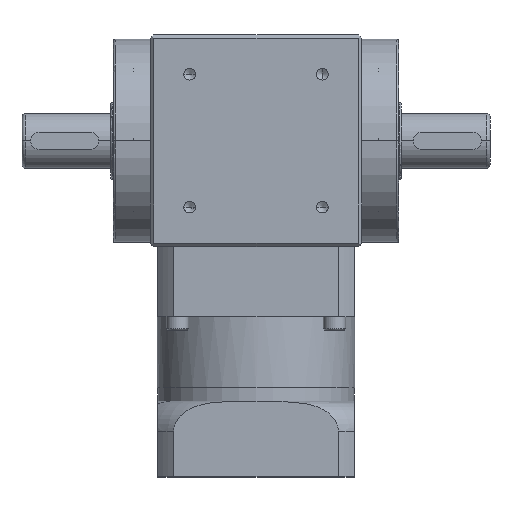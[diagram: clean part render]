
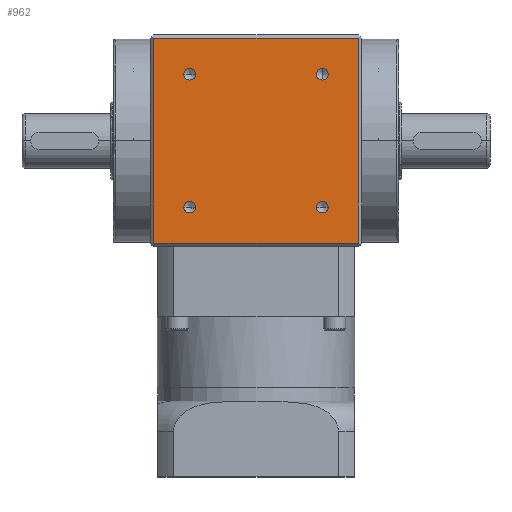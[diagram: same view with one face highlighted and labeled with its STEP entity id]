
A CAD part, top view. The second image highlights one B-rep face of the part: STEP entity #962.
In plain terms, the highlighted planar face has unit normal (0, 0, 1).
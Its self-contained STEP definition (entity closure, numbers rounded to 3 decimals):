
#732 = CIRCLE ( 'NONE', #8037, 3.4 ) ;
#782 = ORIENTED_EDGE ( 'NONE', *, *, #21288, .F. ) ;
#962 = ADVANCED_FACE ( 'NONE', ( #2092, #7320, #2791, #1400, #24352 ), #1908, .F. ) ;
#1117 = CARTESIAN_POINT ( 'NONE',  ( -38.891, 235.191, 62. ) ) ;
#1321 = DIRECTION ( 'NONE',  ( 0., 0., 1. ) ) ;
#1400 = FACE_BOUND ( 'NONE', #16030, .T. ) ;
#1498 = ORIENTED_EDGE ( 'NONE', *, *, #15118, .F. ) ;
#1640 = CARTESIAN_POINT ( 'NONE',  ( 38.891, 160.809, 62. ) ) ;
#1784 = DIRECTION ( 'NONE',  ( 0., 0., 1. ) ) ;
#1790 = CIRCLE ( 'NONE', #11657, 3.4 ) ;
#1908 = PLANE ( 'NONE',  #22865 ) ;
#2087 = CIRCLE ( 'NONE', #6385, 3.4 ) ;
#2092 = FACE_BOUND ( 'NONE', #28479, .T. ) ;
#2151 = DIRECTION ( 'NONE',  ( 0., -1., 0. ) ) ;
#2343 = VERTEX_POINT ( 'NONE', #15274 ) ;
#2791 = FACE_BOUND ( 'NONE', #5584, .T. ) ;
#2872 = VECTOR ( 'NONE', #19691, 1000. ) ;
#3256 = EDGE_CURVE ( 'NONE', #4626, #27016, #28355, .T. ) ;
#3359 = EDGE_CURVE ( 'NONE', #21582, #5195, #10971, .T. ) ;
#3373 = DIRECTION ( 'NONE',  ( 0., -1., 0. ) ) ;
#3536 = ORIENTED_EDGE ( 'NONE', *, *, #21811, .F. ) ;
#3574 = CIRCLE ( 'NONE', #22685, 3.4 ) ;
#3575 = EDGE_CURVE ( 'NONE', #20902, #4355, #18603, .T. ) ;
#3987 = CARTESIAN_POINT ( 'NONE',  ( 38.891, 157.409, 62. ) ) ;
#4101 = DIRECTION ( 'NONE',  ( 0., -1., 0. ) ) ;
#4355 = VERTEX_POINT ( 'NONE', #1640 ) ;
#4607 = AXIS2_PLACEMENT_3D ( 'NONE', #1117, #16721, #3373 ) ;
#4626 = VERTEX_POINT ( 'NONE', #11286 ) ;
#5174 = CARTESIAN_POINT ( 'NONE',  ( 59.887, 256.3, 62. ) ) ;
#5195 = VERTEX_POINT ( 'NONE', #6349 ) ;
#5261 = EDGE_CURVE ( 'NONE', #10230, #8277, #732, .T. ) ;
#5584 = EDGE_LOOP ( 'NONE', ( #19329, #1498 ) ) ;
#5877 = EDGE_CURVE ( 'NONE', #2343, #17301, #2087, .T. ) ;
#6227 = DIRECTION ( 'NONE',  ( 0., -1., 0. ) ) ;
#6349 = CARTESIAN_POINT ( 'NONE',  ( -38.891, 160.809, 62. ) ) ;
#6366 = CARTESIAN_POINT ( 'NONE',  ( -75., 136.3, 62. ) ) ;
#6385 = AXIS2_PLACEMENT_3D ( 'NONE', #15147, #1784, #17373 ) ;
#6782 = CARTESIAN_POINT ( 'NONE',  ( -38.891, 154.009, 62. ) ) ;
#7320 = FACE_BOUND ( 'NONE', #11833, .T. ) ;
#7922 = ORIENTED_EDGE ( 'NONE', *, *, #3256, .F. ) ;
#7991 = AXIS2_PLACEMENT_3D ( 'NONE', #18193, #18100, #18012 ) ;
#8037 = AXIS2_PLACEMENT_3D ( 'NONE', #28780, #15540, #2151 ) ;
#8161 = CARTESIAN_POINT ( 'NONE',  ( -38.891, 157.409, 62. ) ) ;
#8277 = VERTEX_POINT ( 'NONE', #23840 ) ;
#8302 = DIRECTION ( 'NONE',  ( 0., 1., 0. ) ) ;
#9115 = LINE ( 'NONE', #23806, #20247 ) ;
#9481 = LINE ( 'NONE', #6366, #2872 ) ;
#9887 = VERTEX_POINT ( 'NONE', #10445 ) ;
#10230 = VERTEX_POINT ( 'NONE', #27785 ) ;
#10396 = DIRECTION ( 'NONE',  ( 0., -1., 0. ) ) ;
#10445 = CARTESIAN_POINT ( 'NONE',  ( 59.887, 136.3, 62. ) ) ;
#10501 = DIRECTION ( 'NONE',  ( 1., 0., 0. ) ) ;
#10659 = EDGE_CURVE ( 'NONE', #8277, #10230, #1790, .T. ) ;
#10971 = CIRCLE ( 'NONE', #13265, 3.4 ) ;
#11286 = CARTESIAN_POINT ( 'NONE',  ( -59.887, 136.3, 62. ) ) ;
#11518 = CARTESIAN_POINT ( 'NONE',  ( -59.887, 0., 62. ) ) ;
#11657 = AXIS2_PLACEMENT_3D ( 'NONE', #14678, #1321, #16924 ) ;
#11729 = CIRCLE ( 'NONE', #14404, 3.4 ) ;
#11833 = EDGE_LOOP ( 'NONE', ( #17786, #18706 ) ) ;
#12342 = EDGE_CURVE ( 'NONE', #14221, #9887, #27731, .T. ) ;
#12387 = ORIENTED_EDGE ( 'NONE', *, *, #5877, .F. ) ;
#13265 = AXIS2_PLACEMENT_3D ( 'NONE', #27212, #27107, #27006 ) ;
#13565 = ORIENTED_EDGE ( 'NONE', *, *, #12342, .F. ) ;
#13908 = CARTESIAN_POINT ( 'NONE',  ( -75., 258.3, 62. ) ) ;
#14221 = VERTEX_POINT ( 'NONE', #5174 ) ;
#14239 = EDGE_LOOP ( 'NONE', ( #13565, #21503, #7922, #27430 ) ) ;
#14404 = AXIS2_PLACEMENT_3D ( 'NONE', #3987, #19555, #6227 ) ;
#14678 = CARTESIAN_POINT ( 'NONE',  ( 38.891, 235.191, 62. ) ) ;
#15118 = EDGE_CURVE ( 'NONE', #4355, #20902, #11729, .T. ) ;
#15145 = CARTESIAN_POINT ( 'NONE',  ( 59.887, 0., 62. ) ) ;
#15147 = CARTESIAN_POINT ( 'NONE',  ( -38.891, 235.191, 62. ) ) ;
#15274 = CARTESIAN_POINT ( 'NONE',  ( -38.891, 231.791, 62. ) ) ;
#15300 = CARTESIAN_POINT ( 'NONE',  ( -59.887, 256.3, 62. ) ) ;
#15510 = ORIENTED_EDGE ( 'NONE', *, *, #3359, .F. ) ;
#15540 = DIRECTION ( 'NONE',  ( 0., 0., 1. ) ) ;
#16030 = EDGE_LOOP ( 'NONE', ( #15510, #782 ) ) ;
#16721 = DIRECTION ( 'NONE',  ( 0., 0., 1. ) ) ;
#16924 = DIRECTION ( 'NONE',  ( 0., -1., 0. ) ) ;
#17301 = VERTEX_POINT ( 'NONE', #21861 ) ;
#17373 = DIRECTION ( 'NONE',  ( 0., -1., 0. ) ) ;
#17786 = ORIENTED_EDGE ( 'NONE', *, *, #5261, .F. ) ;
#18012 = DIRECTION ( 'NONE',  ( 0., -1., 0. ) ) ;
#18100 = DIRECTION ( 'NONE',  ( 0., 0., 1. ) ) ;
#18193 = CARTESIAN_POINT ( 'NONE',  ( 38.891, 157.409, 62. ) ) ;
#18295 = CARTESIAN_POINT ( 'NONE',  ( 38.891, 154.009, 62. ) ) ;
#18603 = CIRCLE ( 'NONE', #7991, 3.4 ) ;
#18620 = DIRECTION ( 'NONE',  ( 0., 1., 0. ) ) ;
#18706 = ORIENTED_EDGE ( 'NONE', *, *, #10659, .F. ) ;
#18767 = EDGE_CURVE ( 'NONE', #9887, #4626, #9481, .T. ) ;
#19329 = ORIENTED_EDGE ( 'NONE', *, *, #3575, .F. ) ;
#19555 = DIRECTION ( 'NONE',  ( 0., 0., 1. ) ) ;
#19691 = DIRECTION ( 'NONE',  ( -1., 0., 0. ) ) ;
#20247 = VECTOR ( 'NONE', #10501, 1000. ) ;
#20902 = VERTEX_POINT ( 'NONE', #18295 ) ;
#21288 = EDGE_CURVE ( 'NONE', #5195, #21582, #3574, .T. ) ;
#21503 = ORIENTED_EDGE ( 'NONE', *, *, #25935, .F. ) ;
#21582 = VERTEX_POINT ( 'NONE', #6782 ) ;
#21811 = EDGE_CURVE ( 'NONE', #17301, #2343, #26111, .T. ) ;
#21850 = VECTOR ( 'NONE', #4101, 1000. ) ;
#21861 = CARTESIAN_POINT ( 'NONE',  ( -38.891, 238.591, 62. ) ) ;
#22465 = VECTOR ( 'NONE', #8302, 1000. ) ;
#22685 = AXIS2_PLACEMENT_3D ( 'NONE', #8161, #23690, #10396 ) ;
#22865 = AXIS2_PLACEMENT_3D ( 'NONE', #13908, #25403, #18620 ) ;
#23690 = DIRECTION ( 'NONE',  ( 0., 0., 1. ) ) ;
#23806 = CARTESIAN_POINT ( 'NONE',  ( -75., 256.3, 62. ) ) ;
#23840 = CARTESIAN_POINT ( 'NONE',  ( 38.891, 238.591, 62. ) ) ;
#24352 = FACE_OUTER_BOUND ( 'NONE', #14239, .T. ) ;
#25403 = DIRECTION ( 'NONE',  ( 0., 0., -1. ) ) ;
#25935 = EDGE_CURVE ( 'NONE', #27016, #14221, #9115, .T. ) ;
#26111 = CIRCLE ( 'NONE', #4607, 3.4 ) ;
#27006 = DIRECTION ( 'NONE',  ( 0., -1., 0. ) ) ;
#27016 = VERTEX_POINT ( 'NONE', #15300 ) ;
#27107 = DIRECTION ( 'NONE',  ( 0., 0., 1. ) ) ;
#27212 = CARTESIAN_POINT ( 'NONE',  ( -38.891, 157.409, 62. ) ) ;
#27430 = ORIENTED_EDGE ( 'NONE', *, *, #18767, .F. ) ;
#27731 = LINE ( 'NONE', #15145, #21850 ) ;
#27785 = CARTESIAN_POINT ( 'NONE',  ( 38.891, 231.791, 62. ) ) ;
#28355 = LINE ( 'NONE', #11518, #22465 ) ;
#28479 = EDGE_LOOP ( 'NONE', ( #12387, #3536 ) ) ;
#28780 = CARTESIAN_POINT ( 'NONE',  ( 38.891, 235.191, 62. ) ) ;
